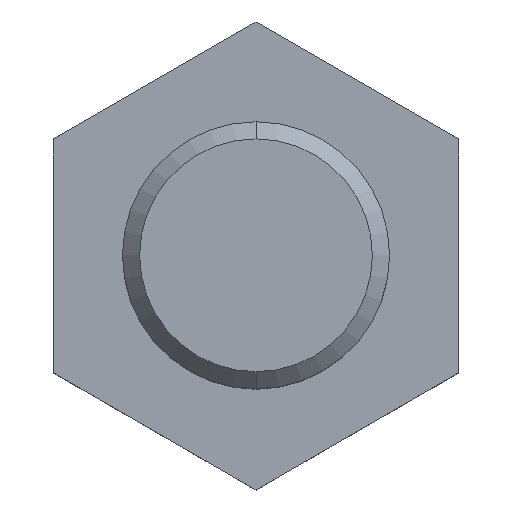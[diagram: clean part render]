
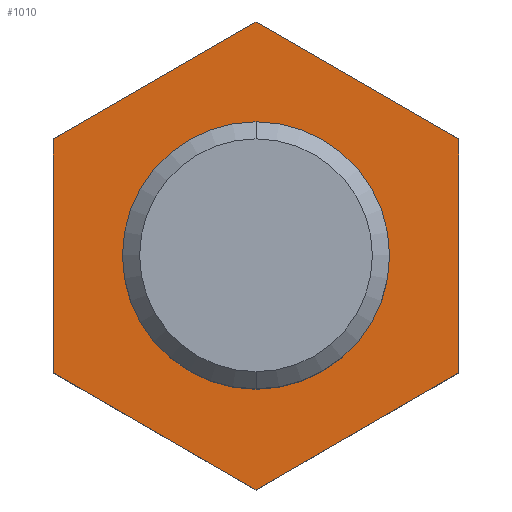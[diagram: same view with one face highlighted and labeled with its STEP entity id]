
A CAD part, top view. The second image highlights one B-rep face of the part: STEP entity #1010.
In plain terms, the highlighted planar face has unit normal (0, 0, 1).
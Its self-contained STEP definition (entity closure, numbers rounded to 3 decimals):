
#267=CARTESIAN_POINT('',(0.,0.,10.));
#268=DIRECTION('',(0.,0.,1.));
#269=DIRECTION('',(0.,1.,0.));
#270=AXIS2_PLACEMENT_3D('',#267,#268,#269);
#275=CARTESIAN_POINT('',(0.,0.,10.));
#276=DIRECTION('',(0.,0.,-1.));
#277=DIRECTION('',(0.,1.,0.));
#278=AXIS2_PLACEMENT_3D('',#275,#276,#277);
#300=DIRECTION('',(-0.866,-0.5,0.));
#301=VECTOR('',#300,13.856);
#302=CARTESIAN_POINT('',(0.,13.856,10.));
#303=LINE('',#302,#301);
#369=DIRECTION('',(0.,1.,0.));
#370=VECTOR('',#369,13.856);
#371=CARTESIAN_POINT('',(12.,-6.928,10.));
#372=LINE('',#371,#370);
#438=DIRECTION('',(0.866,0.5,0.));
#439=VECTOR('',#438,13.856);
#440=CARTESIAN_POINT('',(0.,-13.856,10.));
#441=LINE('',#440,#439);
#507=DIRECTION('',(0.866,-0.5,0.));
#508=VECTOR('',#507,13.856);
#509=CARTESIAN_POINT('',(-12.,-6.928,10.));
#510=LINE('',#509,#508);
#576=DIRECTION('',(0.,-1.,0.));
#577=VECTOR('',#576,13.856);
#578=CARTESIAN_POINT('',(-12.,6.928,10.));
#579=LINE('',#578,#577);
#693=DIRECTION('',(-0.866,0.5,0.));
#694=VECTOR('',#693,13.856);
#695=CARTESIAN_POINT('',(12.,6.928,10.));
#696=LINE('',#695,#694);
#769=CARTESIAN_POINT('',(0.,7.277,10.));
#770=VERTEX_POINT('',#769);
#779=CARTESIAN_POINT('',(0.,-7.277,10.));
#780=VERTEX_POINT('',#779);
#785=CARTESIAN_POINT('',(0.,13.856,10.));
#786=CARTESIAN_POINT('',(-12.,6.928,10.));
#787=VERTEX_POINT('',#785);
#788=VERTEX_POINT('',#786);
#789=CARTESIAN_POINT('',(-12.,-6.928,10.));
#790=VERTEX_POINT('',#789);
#791=CARTESIAN_POINT('',(0.,-13.856,10.));
#792=VERTEX_POINT('',#791);
#793=CARTESIAN_POINT('',(12.,-6.928,10.));
#794=VERTEX_POINT('',#793);
#795=CARTESIAN_POINT('',(12.,6.928,10.));
#796=VERTEX_POINT('',#795);
#987=CARTESIAN_POINT('',(0.,0.,10.));
#988=DIRECTION('',(0.,0.,-1.));
#989=DIRECTION('',(0.,-1.,0.));
#990=AXIS2_PLACEMENT_3D('',#987,#988,#989);
#991=PLANE('',#990);
#993=ORIENTED_EDGE('',*,*,#992,.F.);
#995=ORIENTED_EDGE('',*,*,#994,.F.);
#997=ORIENTED_EDGE('',*,*,#996,.F.);
#999=ORIENTED_EDGE('',*,*,#998,.F.);
#1001=ORIENTED_EDGE('',*,*,#1000,.F.);
#1003=ORIENTED_EDGE('',*,*,#1002,.F.);
#1004=EDGE_LOOP('',(#993,#995,#997,#999,#1001,#1003));
#1005=FACE_OUTER_BOUND('',#1004,.F.);
#1006=ORIENTED_EDGE('',*,*,#982,.T.);
#1007=ORIENTED_EDGE('',*,*,#966,.F.);
#1008=EDGE_LOOP('',(#1006,#1007));
#1009=FACE_BOUND('',#1008,.F.);
#1010=ADVANCED_FACE('',(#1005,#1009),#991,.F.);
#271=CIRCLE('',#270,7.277);
#279=CIRCLE('',#278,7.277);
#966=EDGE_CURVE('',#770,#780,#279,.T.);
#982=EDGE_CURVE('',#770,#780,#271,.T.);
#992=EDGE_CURVE('',#787,#788,#303,.T.);
#994=EDGE_CURVE('',#796,#787,#696,.T.);
#996=EDGE_CURVE('',#794,#796,#372,.T.);
#998=EDGE_CURVE('',#792,#794,#441,.T.);
#1000=EDGE_CURVE('',#790,#792,#510,.T.);
#1002=EDGE_CURVE('',#788,#790,#579,.T.);
